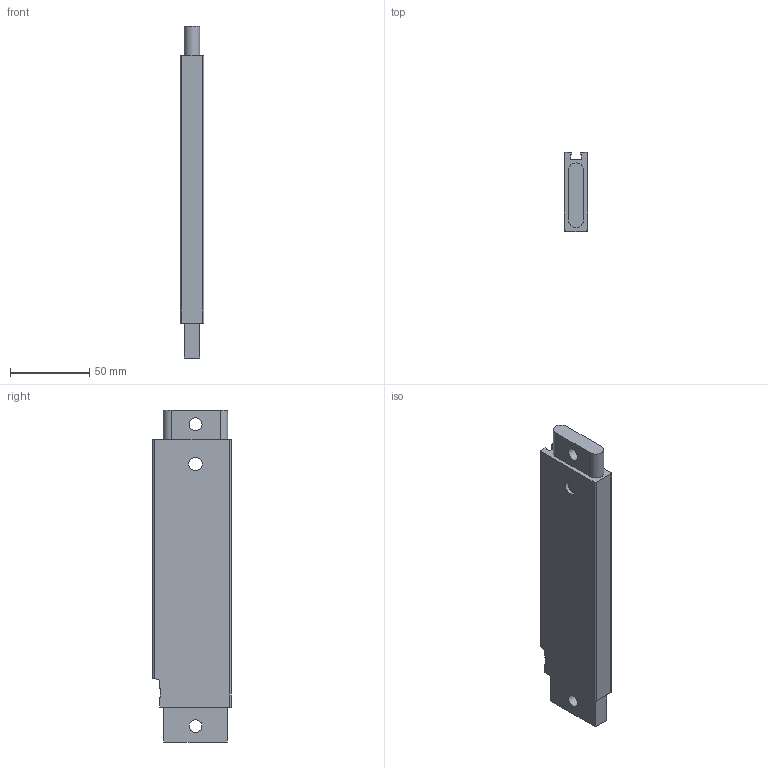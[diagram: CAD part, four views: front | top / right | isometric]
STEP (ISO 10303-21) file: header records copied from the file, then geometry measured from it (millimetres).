
FILE_DESCRIPTION(/* description */ ('STEP AP214'),/* implementation_level */ '2;1');
FILE_NAME(/* name */ '164990_EZH-10_40-40-A-B',/* time_stamp */ '2024-08-28T12:21:44+02:00',/* author */ ('License CC BY-ND 4.0'),/* organization */ ('CADENAS'),/* preprocessor_version */ 'ST-DEVELOPER v19.3',/* originating_system */ 'PARTsolutions',/* authorisation */ ' ');
FILE_SCHEMA (('AUTOMOTIVE_DESIGN {1 0 10303 214 3 1 1}'));
Length unit declared in the file: millimetre
Products named in the file (3): 164990 EZH-10_40-40-A-B---(0); 164990 EZH-10_40-40-AB_1; 164990 EZH-10_40-40-AB_2
Assembly tree (2 placements, depth 2):
  164990 EZH-10_40-40-A-B---(0)
    164990 EZH-10_40-40-AB_1
    164990 EZH-10_40-40-AB_2
Bounding box: 15 x 49.5 x 208.9 mm (x, y, z)
Volume: 107390.2 mm3; surface area: 48158.2 mm2
Topology: 2 solids, 2 shells, 73 faces, 195 edges, 131 vertices
Faces by surface type: plane 41, cylinder 31, cone 1
Full cylindrical faces by diameter (mm): 8 x1, 8.2 x1, 8.5 x2, 8.566 x1
Entity records: 2326 total; most frequent: DIRECTION 400, CARTESIAN_POINT 388, ORIENTED_EDGE 370, EDGE_CURVE 185, AXIS2_PLACEMENT_3D 139, VERTEX_POINT 127, LINE 122, VECTOR 122
